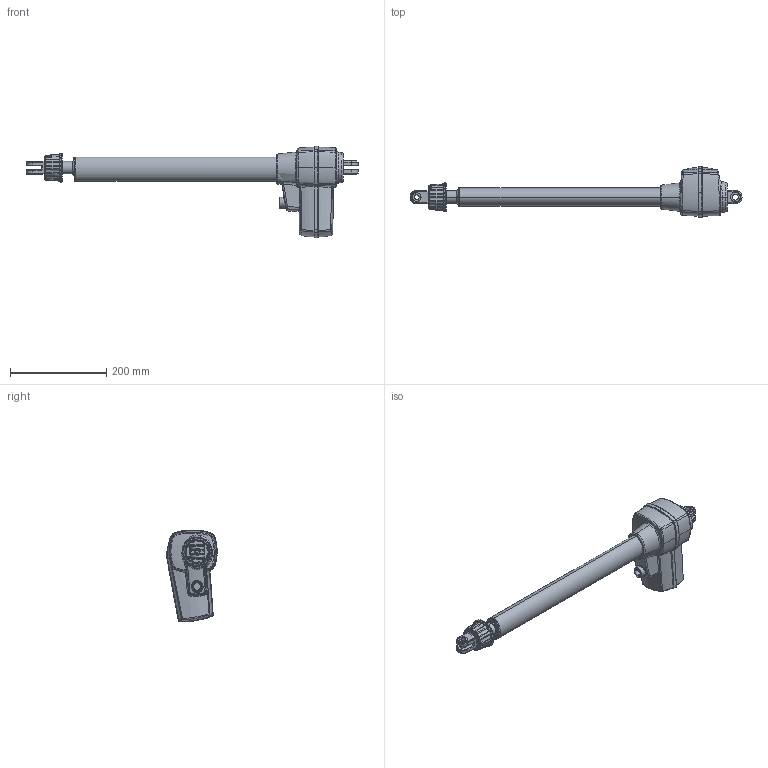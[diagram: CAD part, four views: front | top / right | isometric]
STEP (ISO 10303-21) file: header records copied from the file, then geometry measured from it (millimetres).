
FILE_DESCRIPTION (( 'STEP AP203' ), '1' );
FILE_NAME ('產品三維模型圖-TA24-U型下端-手轉釋放上端-安裝角度0度-A.STEP', '2016-09-13T02:42:38', ( '' ), ( '' ), 'SwSTEP 2.0', 'SolidWorks 2015', '' );
FILE_SCHEMA (( 'CONFIG_CONTROL_DESIGN' ));
Products named in the file (1): 產品三維模型圖-TA24-U型下端-手轉釋放上端-安裝角度0度-A
Bounding box: 690.5 x 105.01 x 191.16 mm (x, y, z)
Volume: 2079400.8 mm3; surface area: 159668 mm2
Topology: 1 solids, 2 shells, 938 faces, 2240 edges, 1314 vertices
Faces by surface type: bspline 519, torus 136, plane 120, cylinder 116, cone 36, sphere 11
Entity records: 55463 total; most frequent: CARTESIAN_POINT 37375, ORIENTED_EDGE 4462, DIRECTION 2826, EDGE_CURVE 2231, VERTEX_POINT 1314, AXIS2_PLACEMENT_3D 1256, B_SPLINE_CURVE_WITH_KNOTS 1069, EDGE_LOOP 967
